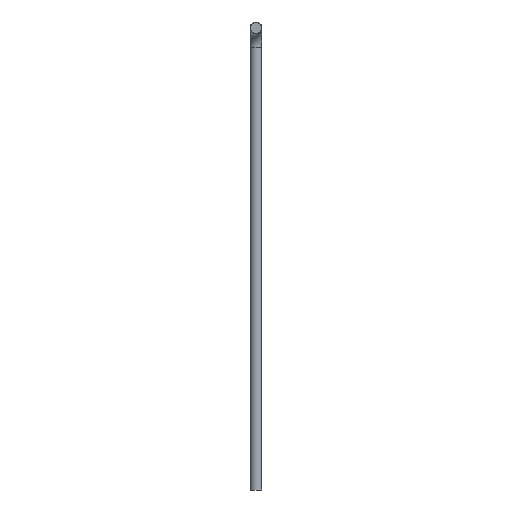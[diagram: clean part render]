
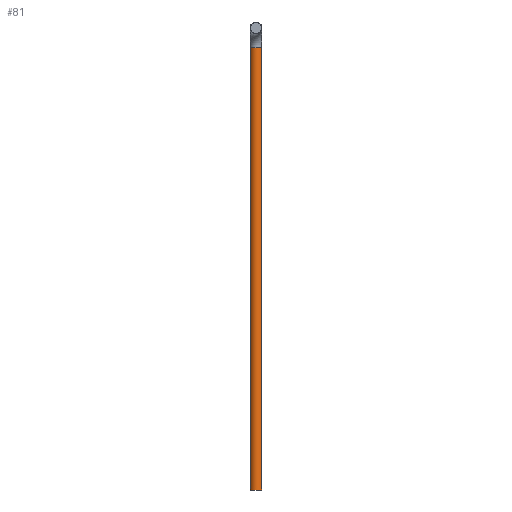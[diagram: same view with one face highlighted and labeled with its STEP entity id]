
A CAD part, left-side view. The second image highlights one B-rep face of the part: STEP entity #81.
In plain terms, the highlighted cylindrical face has radius 1.5 mm (diameter 3 mm), a full revolution.
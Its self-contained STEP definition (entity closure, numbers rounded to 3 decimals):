
#19=CYLINDRICAL_SURFACE('',#106,1.5);
#24=FACE_OUTER_BOUND('',#30,.T.);
#30=EDGE_LOOP('',(#71,#72,#73,#74));
#34=LINE('',#156,#37);
#37=VECTOR('',#133,1.5);
#42=CIRCLE('',#105,1.5);
#43=CIRCLE('',#107,1.5);
#47=VERTEX_POINT('',#151);
#48=VERTEX_POINT('',#155);
#55=EDGE_CURVE('',#47,#47,#42,.T.);
#56=EDGE_CURVE('',#47,#48,#34,.T.);
#57=EDGE_CURVE('',#48,#48,#43,.T.);
#71=ORIENTED_EDGE('',*,*,#55,.F.);
#72=ORIENTED_EDGE('',*,*,#56,.T.);
#73=ORIENTED_EDGE('',*,*,#57,.T.);
#74=ORIENTED_EDGE('',*,*,#56,.F.);
#81=ADVANCED_FACE('',(#24),#19,.T.);
#105=AXIS2_PLACEMENT_3D('',#153,#129,#130);
#106=AXIS2_PLACEMENT_3D('',#154,#131,#132);
#107=AXIS2_PLACEMENT_3D('',#157,#134,#135);
#129=DIRECTION('center_axis',(0.,0.,1.));
#130=DIRECTION('ref_axis',(1.,0.,0.));
#131=DIRECTION('center_axis',(0.,0.,1.));
#132=DIRECTION('ref_axis',(1.,0.,0.));
#133=DIRECTION('',(0.,0.,-1.));
#134=DIRECTION('center_axis',(0.,0.,1.));
#135=DIRECTION('ref_axis',(1.,0.,0.));
#151=CARTESIAN_POINT('',(-1.5,0.,111.5));
#153=CARTESIAN_POINT('Origin',(0.,0.,111.5));
#154=CARTESIAN_POINT('Origin',(0.,0.,0.));
#155=CARTESIAN_POINT('',(-1.5,0.,0.));
#156=CARTESIAN_POINT('',(-1.5,0.,0.));
#157=CARTESIAN_POINT('Origin',(0.,0.,0.));
